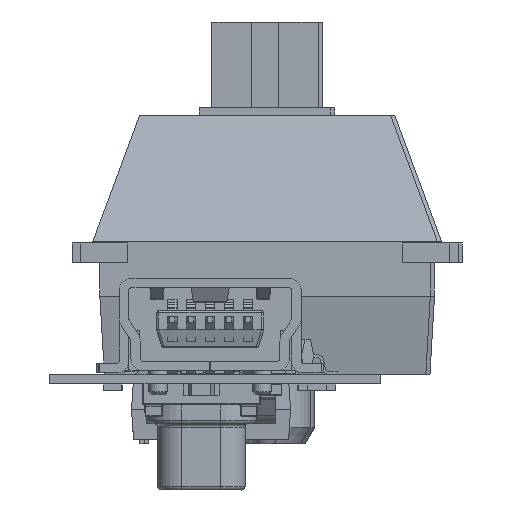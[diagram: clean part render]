
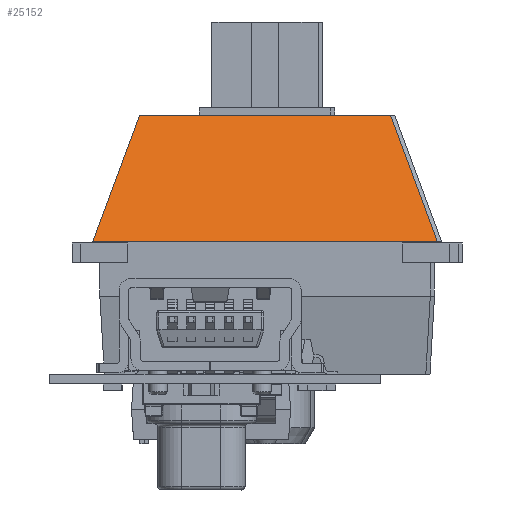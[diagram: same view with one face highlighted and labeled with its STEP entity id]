
A CAD part, left-side view. The second image highlights one B-rep face of the part: STEP entity #25152.
In plain terms, the highlighted face is planar.
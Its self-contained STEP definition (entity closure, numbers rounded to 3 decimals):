
#3802=FACE_OUTER_BOUND('',#5266,.T.);
#5266=EDGE_LOOP('',(#22807,#22808,#22809,#22810));
#7679=LINE('',#56048,#10155);
#7683=LINE('',#56056,#10159);
#7688=LINE('',#56066,#10164);
#7689=LINE('',#56067,#10165);
#10155=VECTOR('',#33197,14.58);
#10159=VECTOR('',#33203,6.172);
#10164=VECTOR('',#33212,6.172);
#10165=VECTOR('',#33213,10.62);
#12462=VERTEX_POINT('',#56046);
#12463=VERTEX_POINT('',#56047);
#12466=VERTEX_POINT('',#56055);
#12469=VERTEX_POINT('',#56065);
#15925=EDGE_CURVE('',#12462,#12463,#7679,.T.);
#15929=EDGE_CURVE('',#12462,#12466,#7683,.T.);
#15934=EDGE_CURVE('',#12463,#12469,#7688,.T.);
#15935=EDGE_CURVE('',#12466,#12469,#7689,.T.);
#22807=ORIENTED_EDGE('',*,*,#15934,.T.);
#22808=ORIENTED_EDGE('',*,*,#15935,.F.);
#22809=ORIENTED_EDGE('',*,*,#15929,.F.);
#22810=ORIENTED_EDGE('',*,*,#15925,.T.);
#23802=PLANE('',#27075);
#25152=ADVANCED_FACE('',(#3802),#23802,.F.);
#27075=AXIS2_PLACEMENT_3D('',#56064,#33210,#33211);
#33197=DIRECTION('',(0.,0.,-1.));
#33203=DIRECTION('',(-0.382,0.867,-0.321));
#33210=DIRECTION('center_axis',(-0.915,-0.403,0.));
#33211=DIRECTION('ref_axis',(0.403,-0.915,0.));
#33212=DIRECTION('',(-0.382,0.867,0.321));
#33213=DIRECTION('',(0.,0.,-1.));
#56046=CARTESIAN_POINT('',(7.29,0.,7.29));
#56047=CARTESIAN_POINT('',(7.29,0.,-7.29));
#56048=CARTESIAN_POINT('',(7.29,0.,-7.29));
#56055=CARTESIAN_POINT('',(4.935,5.35,5.31));
#56056=CARTESIAN_POINT('',(7.29,0.,7.29));
#56064=CARTESIAN_POINT('Origin',(6.107,2.688,0.));
#56065=CARTESIAN_POINT('',(4.935,5.35,-5.31));
#56066=CARTESIAN_POINT('',(7.29,0.,-7.29));
#56067=CARTESIAN_POINT('',(4.935,5.35,-5.31));
